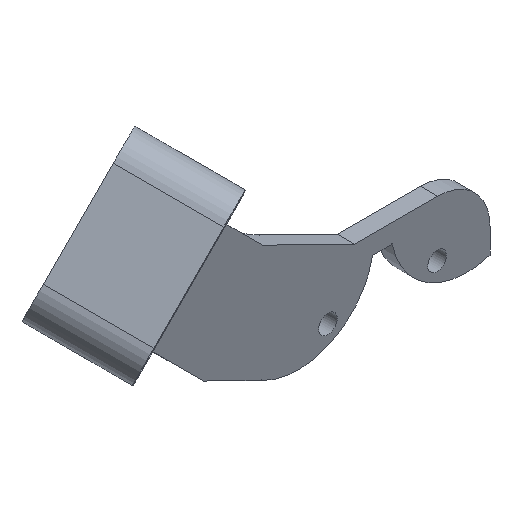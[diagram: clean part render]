
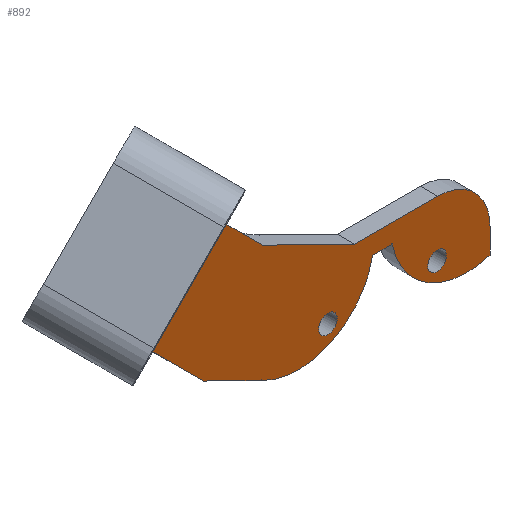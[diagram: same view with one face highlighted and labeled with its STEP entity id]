
A CAD part, isometric view. The second image highlights one B-rep face of the part: STEP entity #892.
In plain terms, the highlighted planar face has unit normal (0, -1, 0).
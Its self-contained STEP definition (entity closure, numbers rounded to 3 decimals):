
#22=FACE_BOUND('',#176,.T.);
#23=FACE_BOUND('',#177,.T.);
#24=CIRCLE('',#929,15.);
#30=CIRCLE('',#939,21.85);
#31=CIRCLE('',#941,2.7);
#32=CIRCLE('',#943,2.7);
#33=CIRCLE('',#946,21.85);
#79=PLANE('',#994);
#122=FACE_OUTER_BOUND('',#175,.T.);
#175=EDGE_LOOP('',(#775,#776,#777,#778,#779,#780,#781,#782,#783,#784,#785,
#786,#787));
#176=EDGE_LOOP('',(#788));
#177=EDGE_LOOP('',(#789));
#191=LINE('',#1286,#276);
#204=LINE('',#1333,#289);
#215=LINE('',#1369,#300);
#218=LINE('',#1376,#303);
#254=LINE('',#1497,#339);
#262=LINE('',#1513,#347);
#263=LINE('',#1517,#348);
#264=LINE('',#1518,#349);
#276=VECTOR('',#1019,10.);
#289=VECTOR('',#1056,10.);
#300=VECTOR('',#1093,10.);
#303=VECTOR('',#1102,10.);
#339=VECTOR('',#1216,10.);
#347=VECTOR('',#1240,10.);
#348=VECTOR('',#1243,10.);
#349=VECTOR('',#1244,10.);
#364=ELLIPSE('',#993,10.682,8.75);
#365=ELLIPSE('',#995,10.682,8.75);
#371=VERTEX_POINT('',#1283);
#372=VERTEX_POINT('',#1285);
#383=VERTEX_POINT('',#1320);
#384=VERTEX_POINT('',#1321);
#388=VERTEX_POINT('',#1331);
#396=VERTEX_POINT('',#1354);
#397=VERTEX_POINT('',#1356);
#398=VERTEX_POINT('',#1360);
#399=VERTEX_POINT('',#1364);
#400=VERTEX_POINT('',#1368);
#401=VERTEX_POINT('',#1372);
#446=VERTEX_POINT('',#1495);
#447=VERTEX_POINT('',#1496);
#448=VERTEX_POINT('',#1514);
#449=VERTEX_POINT('',#1516);
#456=EDGE_CURVE('',#371,#372,#191,.T.);
#471=EDGE_CURVE('',#383,#384,#24,.T.);
#477=EDGE_CURVE('',#383,#388,#204,.T.);
#489=EDGE_CURVE('',#397,#396,#30,.T.);
#491=EDGE_CURVE('',#398,#398,#31,.T.);
#493=EDGE_CURVE('',#399,#399,#32,.T.);
#495=EDGE_CURVE('',#400,#384,#215,.T.);
#497=EDGE_CURVE('',#401,#400,#33,.T.);
#499=EDGE_CURVE('',#396,#401,#218,.T.);
#559=EDGE_CURVE('',#446,#447,#254,.T.);
#567=EDGE_CURVE('',#371,#446,#364,.T.);
#568=EDGE_CURVE('',#372,#388,#262,.T.);
#569=EDGE_CURVE('',#447,#448,#365,.T.);
#570=EDGE_CURVE('',#449,#448,#263,.T.);
#571=EDGE_CURVE('',#449,#397,#264,.T.);
#775=ORIENTED_EDGE('',*,*,#471,.F.);
#776=ORIENTED_EDGE('',*,*,#477,.T.);
#777=ORIENTED_EDGE('',*,*,#568,.F.);
#778=ORIENTED_EDGE('',*,*,#456,.F.);
#779=ORIENTED_EDGE('',*,*,#567,.T.);
#780=ORIENTED_EDGE('',*,*,#559,.T.);
#781=ORIENTED_EDGE('',*,*,#569,.T.);
#782=ORIENTED_EDGE('',*,*,#570,.F.);
#783=ORIENTED_EDGE('',*,*,#571,.T.);
#784=ORIENTED_EDGE('',*,*,#489,.T.);
#785=ORIENTED_EDGE('',*,*,#499,.T.);
#786=ORIENTED_EDGE('',*,*,#497,.T.);
#787=ORIENTED_EDGE('',*,*,#495,.T.);
#788=ORIENTED_EDGE('',*,*,#491,.T.);
#789=ORIENTED_EDGE('',*,*,#493,.T.);
#892=ADVANCED_FACE('',(#122,#22,#23),#79,.F.);
#929=AXIS2_PLACEMENT_3D('',#1322,#1046,#1047);
#939=AXIS2_PLACEMENT_3D('',#1357,#1078,#1079);
#941=AXIS2_PLACEMENT_3D('',#1361,#1083,#1084);
#943=AXIS2_PLACEMENT_3D('',#1365,#1088,#1089);
#946=AXIS2_PLACEMENT_3D('',#1373,#1097,#1098);
#993=AXIS2_PLACEMENT_3D('',#1511,#1236,#1237);
#994=AXIS2_PLACEMENT_3D('',#1512,#1238,#1239);
#995=AXIS2_PLACEMENT_3D('',#1515,#1241,#1242);
#1019=DIRECTION('',(0.707,0.,-0.707));
#1046=DIRECTION('center_axis',(0.,1.,0.));
#1047=DIRECTION('ref_axis',(0.707,0.,0.707));
#1056=DIRECTION('',(-1.,0.,0.));
#1078=DIRECTION('center_axis',(0.,-1.,0.));
#1079=DIRECTION('ref_axis',(1.,0.,0.));
#1083=DIRECTION('center_axis',(0.,1.,0.));
#1084=DIRECTION('ref_axis',(1.,0.,0.));
#1088=DIRECTION('center_axis',(0.,1.,0.));
#1089=DIRECTION('ref_axis',(1.,0.,0.));
#1093=DIRECTION('',(0.,0.,1.));
#1097=DIRECTION('center_axis',(0.,-1.,0.));
#1098=DIRECTION('ref_axis',(1.,0.,0.));
#1102=DIRECTION('',(1.,0.,0.));
#1216=DIRECTION('',(-0.707,0.,-0.707));
#1236=DIRECTION('center_axis',(0.,1.,0.));
#1237=DIRECTION('ref_axis',(0.707,0.,-0.707));
#1238=DIRECTION('center_axis',(0.,1.,0.));
#1239=DIRECTION('ref_axis',(1.,0.,0.));
#1240=DIRECTION('',(0.898,0.,-0.441));
#1241=DIRECTION('center_axis',(0.,1.,0.));
#1242=DIRECTION('ref_axis',(0.707,0.,-0.707));
#1243=DIRECTION('',(-0.707,0.,0.707));
#1244=DIRECTION('',(0.898,0.,-0.441));
#1283=CARTESIAN_POINT('',(-70.227,-8.,-30.588));
#1285=CARTESIAN_POINT('',(-52.179,-8.,-48.636));
#1286=CARTESIAN_POINT('',(-69.028,-8.,-31.787));
#1320=CARTESIAN_POINT('',(-1.529,-8.,-61.749));
#1321=CARTESIAN_POINT('',(13.471,-8.,-76.749));
#1322=CARTESIAN_POINT('Origin',(-1.529,-8.,-76.749));
#1331=CARTESIAN_POINT('',(-25.483,-8.,-61.749));
#1333=CARTESIAN_POINT('',(-52.929,-8.,-61.749));
#1354=CARTESIAN_POINT('',(-20.39,-8.,-67.099));
#1356=CARTESIAN_POINT('',(-52.179,-8.,-82.413));
#1357=CARTESIAN_POINT('Origin',(-41.879,-8.,-63.143));
#1360=CARTESIAN_POINT('',(-35.979,-8.,-77.749));
#1361=CARTESIAN_POINT('Origin',(-33.279,-8.,-77.749));
#1364=CARTESIAN_POINT('',(-4.479,-8.,-77.749));
#1365=CARTESIAN_POINT('Origin',(-1.779,-8.,-77.749));
#1368=CARTESIAN_POINT('',(13.471,-8.,-83.956));
#1369=CARTESIAN_POINT('',(13.471,-8.,-61.749));
#1372=CARTESIAN_POINT('',(-14.668,-8.,-67.099));
#1373=CARTESIAN_POINT('Origin',(6.821,-8.,-63.143));
#1376=CARTESIAN_POINT('',(-20.39,-8.,-67.099));
#1495=CARTESIAN_POINT('',(-70.729,-8.,-31.146));
#1496=CARTESIAN_POINT('',(-90.882,-8.,-51.299));
#1497=CARTESIAN_POINT('',(-91.667,-8.,-52.084));
#1511=CARTESIAN_POINT('Origin',(-78.283,-8.,-23.593));
#1512=CARTESIAN_POINT('Origin',(-69.896,-8.,-74.364));
#1513=CARTESIAN_POINT('',(-52.179,-8.,-48.636));
#1514=CARTESIAN_POINT('',(-91.44,-8.,-51.801));
#1515=CARTESIAN_POINT('Origin',(-98.435,-8.,-43.746));
#1516=CARTESIAN_POINT('',(-69.179,-8.,-74.063));
#1517=CARTESIAN_POINT('',(-99.213,-8.,-44.028));
#1518=CARTESIAN_POINT('',(-69.408,-8.,-73.95));
